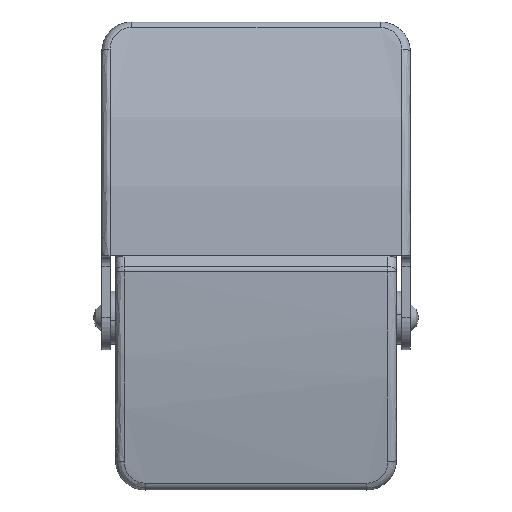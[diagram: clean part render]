
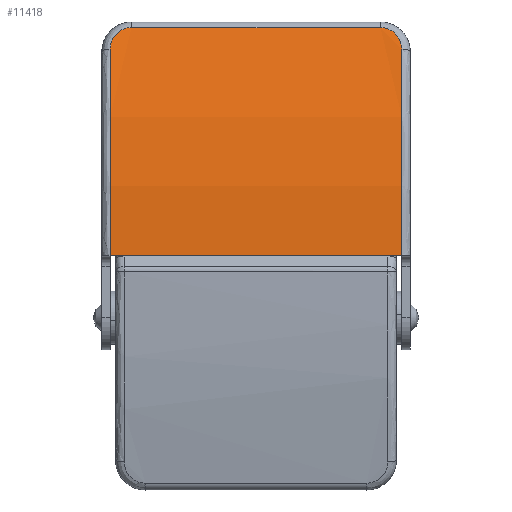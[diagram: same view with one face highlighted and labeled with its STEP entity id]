
A CAD part, front view. The second image highlights one B-rep face of the part: STEP entity #11418.
In plain terms, the highlighted free-form (B-spline) face has degree [1, 2] with [2, 3] control points.
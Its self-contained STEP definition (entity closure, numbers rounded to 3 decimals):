
#9793=CARTESIAN_POINT('',(-13.7,-5.803,32.756));
#9794=VERTEX_POINT('',#9793);
#9825=CARTESIAN_POINT('',(-13.7,-9.,13.3));
#9826=VERTEX_POINT('',#9825);
#9840=CARTESIAN_POINT('',(-13.7,-5.803,32.756));
#9841=CARTESIAN_POINT('',(-13.7,-9.,23.291));
#9842=CARTESIAN_POINT('',(-13.7,-9.,13.3));
#9850=(BOUNDED_CURVE()B_SPLINE_CURVE(2,(#9840,#9841,#9842),.UNSPECIFIED.,.F.,.U.)CURVE()GEOMETRIC_REPRESENTATION_ITEM()QUASI_UNIFORM_CURVE()RATIONAL_B_SPLINE_CURVE((1.0,0.987,1.0))REPRESENTATION_ITEM(''));
#9851=EDGE_CURVE('',#9794,#9826,#9850,.T.);
#9964=CARTESIAN_POINT('',(-11.7,-5.078,34.783));
#9965=VERTEX_POINT('',#9964);
#10016=CARTESIAN_POINT('',(-11.7,-5.078,34.783));
#10017=CARTESIAN_POINT('',(-11.837,-5.078,34.783));
#10018=CARTESIAN_POINT('',(-11.972,-5.084,34.769));
#10019=CARTESIAN_POINT('',(-12.17,-5.099,34.727));
#10020=CARTESIAN_POINT('',(-12.235,-5.106,34.71));
#10021=CARTESIAN_POINT('',(-12.332,-5.117,34.679));
#10022=CARTESIAN_POINT('',(-12.364,-5.121,34.668));
#10023=CARTESIAN_POINT('',(-12.428,-5.13,34.644));
#10024=CARTESIAN_POINT('',(-12.459,-5.135,34.631));
#10025=CARTESIAN_POINT('',(-12.613,-5.16,34.565));
#10026=CARTESIAN_POINT('',(-12.729,-5.185,34.499));
#10027=CARTESIAN_POINT('',(-12.892,-5.227,34.384));
#10028=CARTESIAN_POINT('',(-12.945,-5.242,34.343));
#10029=CARTESIAN_POINT('',(-13.045,-5.274,34.257));
#10030=CARTESIAN_POINT('',(-13.14,-5.307,34.167));
#10031=CARTESIAN_POINT('',(-13.226,-5.343,34.068));
#10032=CARTESIAN_POINT('',(-13.307,-5.38,33.965));
#10033=CARTESIAN_POINT('',(-13.345,-5.4,33.911));
#10034=CARTESIAN_POINT('',(-13.45,-5.459,33.746));
#10035=CARTESIAN_POINT('',(-13.508,-5.5,33.631));
#10036=CARTESIAN_POINT('',(-13.579,-5.563,33.452));
#10037=CARTESIAN_POINT('',(-13.6,-5.585,33.391));
#10038=CARTESIAN_POINT('',(-13.637,-5.628,33.266));
#10039=CARTESIAN_POINT('',(-13.652,-5.65,33.203));
#10040=CARTESIAN_POINT('',(-13.688,-5.715,33.014));
#10041=CARTESIAN_POINT('',(-13.7,-5.759,32.886));
#10042=CARTESIAN_POINT('',(-13.7,-5.803,32.756));
#10043=B_SPLINE_CURVE_WITH_KNOTS('',3,(#10016,#10017,#10018,#10019,#10020,#10021,#10022,#10023,#10024,#10025,#10026,#10027,#10028,#10029,#10030,#10031,#10032,#10033,#10034,#10035,#10036,#10037,#10038,#10039,#10040,#10041,#10042),.UNSPECIFIED.,.F.,.U.,(4,2,2,2,2,2,2,1,2,2,2,2,2,4),(0.0,0.125,0.187,0.219,0.25,0.375,0.437,0.5,0.562,0.625,0.75,0.812,0.875,1.0),.UNSPECIFIED.);
#10044=EDGE_CURVE('',#9965,#9794,#10043,.T.);
#10063=CARTESIAN_POINT('',(11.7,-5.078,34.783));
#10064=VERTEX_POINT('',#10063);
#10086=CARTESIAN_POINT('',(11.7,-5.078,34.783));
#10087=CARTESIAN_POINT('',(-11.7,-5.078,34.783));
#10088=QUASI_UNIFORM_CURVE('',1,(#10086,#10087),.UNSPECIFIED.,.F.,.U.);
#10089=EDGE_CURVE('',#10064,#9965,#10088,.T.);
#10192=CARTESIAN_POINT('',(13.7,-5.803,32.756));
#10193=VERTEX_POINT('',#10192);
#10243=CARTESIAN_POINT('',(13.7,-5.803,32.756));
#10244=CARTESIAN_POINT('',(13.7,-5.759,32.886));
#10245=CARTESIAN_POINT('',(13.688,-5.716,33.014));
#10246=CARTESIAN_POINT('',(13.652,-5.65,33.202));
#10247=CARTESIAN_POINT('',(13.637,-5.629,33.265));
#10248=CARTESIAN_POINT('',(13.601,-5.586,33.388));
#10249=CARTESIAN_POINT('',(13.58,-5.564,33.45));
#10250=CARTESIAN_POINT('',(13.509,-5.5,33.631));
#10251=CARTESIAN_POINT('',(13.45,-5.459,33.746));
#10252=CARTESIAN_POINT('',(13.346,-5.4,33.909));
#10253=CARTESIAN_POINT('',(13.308,-5.381,33.962));
#10254=CARTESIAN_POINT('',(13.228,-5.344,34.066));
#10255=CARTESIAN_POINT('',(13.184,-5.326,34.116));
#10256=CARTESIAN_POINT('',(13.048,-5.273,34.259));
#10257=CARTESIAN_POINT('',(12.949,-5.242,34.345));
#10258=CARTESIAN_POINT('',(12.787,-5.2,34.459));
#10259=CARTESIAN_POINT('',(12.73,-5.186,34.494));
#10260=CARTESIAN_POINT('',(12.613,-5.162,34.561));
#10261=CARTESIAN_POINT('',(12.552,-5.15,34.591));
#10262=CARTESIAN_POINT('',(12.368,-5.12,34.671));
#10263=CARTESIAN_POINT('',(12.24,-5.105,34.712));
#10264=CARTESIAN_POINT('',(12.041,-5.089,34.754));
#10265=CARTESIAN_POINT('',(11.973,-5.085,34.765));
#10266=CARTESIAN_POINT('',(11.837,-5.08,34.779));
#10267=CARTESIAN_POINT('',(11.769,-5.078,34.783));
#10268=CARTESIAN_POINT('',(11.7,-5.078,34.783));
#10269=B_SPLINE_CURVE_WITH_KNOTS('',3,(#10243,#10244,#10245,#10246,#10247,#10248,#10249,#10250,#10251,#10252,#10253,#10254,#10255,#10256,#10257,#10258,#10259,#10260,#10261,#10262,#10263,#10264,#10265,#10266,#10267,#10268),.UNSPECIFIED.,.F.,.U.,(4,2,2,2,2,2,2,2,2,2,2,2,4),(0.0,0.125,0.188,0.25,0.375,0.438,0.5,0.625,0.688,0.75,0.875,0.938,1.0),.UNSPECIFIED.);
#10270=EDGE_CURVE('',#10193,#10064,#10269,.T.);
#10294=CARTESIAN_POINT('',(13.7,-9.,13.3));
#10295=VERTEX_POINT('',#10294);
#10323=CARTESIAN_POINT('',(13.7,-9.,13.3));
#10324=CARTESIAN_POINT('',(13.7,-9.,23.291));
#10325=CARTESIAN_POINT('',(13.7,-5.803,32.756));
#10333=(BOUNDED_CURVE()B_SPLINE_CURVE(2,(#10323,#10324,#10325),.UNSPECIFIED.,.F.,.U.)CURVE()GEOMETRIC_REPRESENTATION_ITEM()QUASI_UNIFORM_CURVE()RATIONAL_B_SPLINE_CURVE((1.0,0.987,1.0))REPRESENTATION_ITEM(''));
#10334=EDGE_CURVE('',#10295,#10193,#10333,.T.);
#11392=CARTESIAN_POINT('',(-14.385,-8.99,12.211));
#11393=CARTESIAN_POINT('',(14.402,-8.99,12.211));
#11394=CARTESIAN_POINT('',(-14.385,-9.209,24.439));
#11395=CARTESIAN_POINT('',(14.402,-9.209,24.439));
#11396=CARTESIAN_POINT('',(-14.385,-4.684,35.8));
#11397=CARTESIAN_POINT('',(14.402,-4.684,35.8));
#11405=(BOUNDED_SURFACE()B_SPLINE_SURFACE(1,2,((#11392,#11394,#11396),(#11393,#11395,#11397)),.UNSPECIFIED.,.F.,.F.,.U.)B_SPLINE_SURFACE_WITH_KNOTS((2,2),(3,3),(0.0,28.787),(0.509,24.726),.UNSPECIFIED.)GEOMETRIC_REPRESENTATION_ITEM()RATIONAL_B_SPLINE_SURFACE(((0.999,0.978,0.997),(0.999,0.978,0.997)))REPRESENTATION_ITEM('')SURFACE());
#11406=ORIENTED_EDGE('',*,*,#10044,.T.);
#11407=ORIENTED_EDGE('',*,*,#9851,.T.);
#11408=CARTESIAN_POINT('',(-13.7,-9.,13.3));
#11409=CARTESIAN_POINT('',(13.7,-9.,13.3));
#11410=QUASI_UNIFORM_CURVE('',1,(#11408,#11409),.UNSPECIFIED.,.F.,.U.);
#11411=EDGE_CURVE('',#9826,#10295,#11410,.T.);
#11412=ORIENTED_EDGE('',*,*,#11411,.T.);
#11413=ORIENTED_EDGE('',*,*,#10334,.T.);
#11414=ORIENTED_EDGE('',*,*,#10270,.T.);
#11415=ORIENTED_EDGE('',*,*,#10089,.T.);
#11416=EDGE_LOOP('',(#11406,#11407,#11412,#11413,#11414,#11415));
#11417=FACE_OUTER_BOUND('',#11416,.T.);
#11418=ADVANCED_FACE('',(#11417),#11405,.T.);
